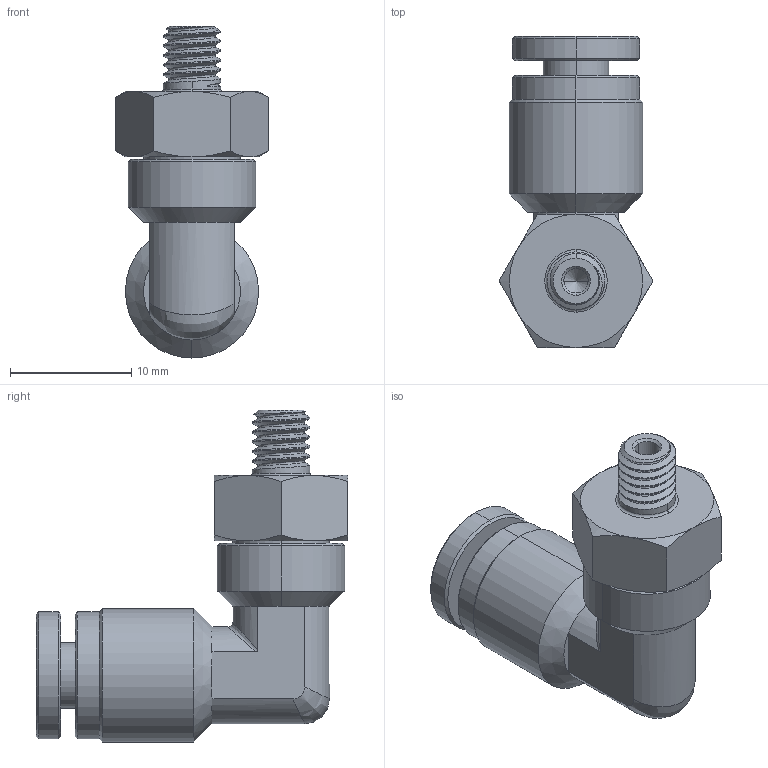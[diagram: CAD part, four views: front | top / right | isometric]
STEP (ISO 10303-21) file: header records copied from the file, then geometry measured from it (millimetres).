
FILE_DESCRIPTION (( 'STEP AP214' ), '1' );
FILE_NAME ('MES1-8-10-32W.STEP', '2018-07-20T16:42:48', ( '' ), ( '' ), 'SwSTEP 2.0', 'SolidWorks 2016', '' );
FILE_SCHEMA (( 'AUTOMOTIVE_DESIGN' ));
Length unit declared in the file: millimetre
Products named in the file (1): MES1-8-10-32W
Bounding box: 12.7 x 25.7 x 27.4 mm (x, y, z)
Volume: 2282.7 mm3; surface area: 3456.3 mm2
Topology: 7 solids, 7 shells, 407 faces, 1056 edges, 676 vertices
Faces by surface type: plane 137, cone 115, cylinder 95, bspline 56, torus 4
Entity records: 19559 total; most frequent: CARTESIAN_POINT 5804, ORIENTED_EDGE 2108, DIRECTION 1691, EDGE_CURVE 1054, AXIS2_PLACEMENT_3D 689, VERTEX_POINT 676, EDGE_LOOP 436, UNCERTAINTY_MEASURE_WITH_UNIT 416
